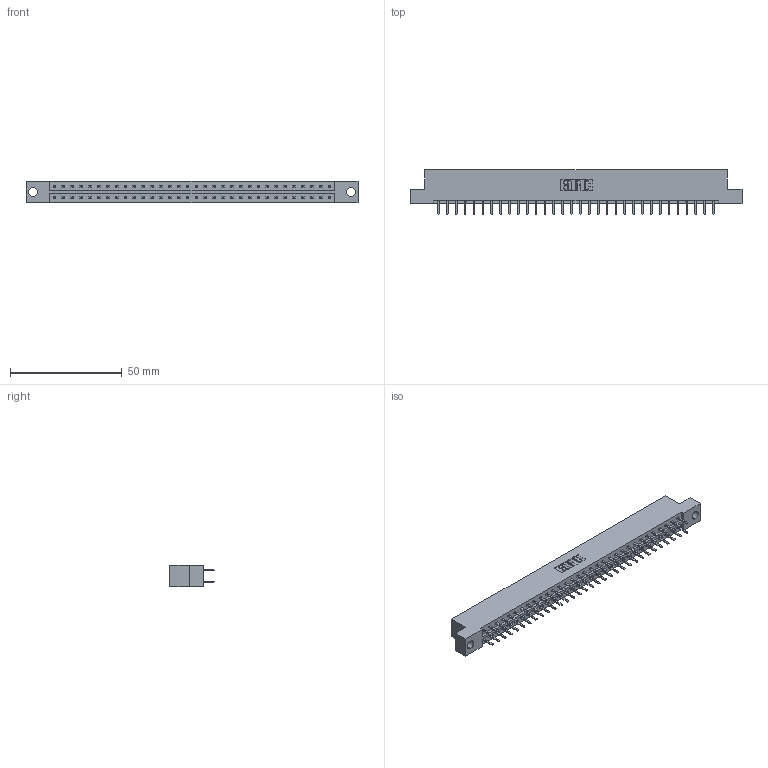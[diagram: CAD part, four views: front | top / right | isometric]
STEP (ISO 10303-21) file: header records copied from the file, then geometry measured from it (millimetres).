
FILE_DESCRIPTION (( 'STEP AP203' ), '1' );
FILE_NAME ('333-064-520-204.STEP', '2018-08-04T09:27:06', ( '' ), ( '' ), 'SwSTEP 2.0', 'SolidWorks 2016', '' );
FILE_SCHEMA (( 'CONFIG_CONTROL_DESIGN' ));
Length unit declared in the file: inch
Products named in the file (3): 333-064-520-204; 333 Part_Flush - .156 Dia - TH; 345-292-001_345-293-120
Assembly tree (65 placements, depth 2):
  333-064-520-204
    333 Part_Flush - .156 Dia - TH
    345-292-001_345-293-120  x64
Bounding box: 148.34 x 20.02 x 9.4 mm (x, y, z)
Volume: 14934.7 mm3; surface area: 17274 mm2
Topology: 65 solids, 65 shells, 3698 faces, 10743 edges, 6990 vertices
Faces by surface type: plane 2502, cylinder 1196
Entity records: 21997 total; most frequent: CARTESIAN_POINT 3670, ORIENTED_EDGE 3594, DIRECTION 3141, EDGE_CURVE 1797, VECTOR 1665, LINE 1665, VERTEX_POINT 1194, AXIS2_PLACEMENT_3D 738
